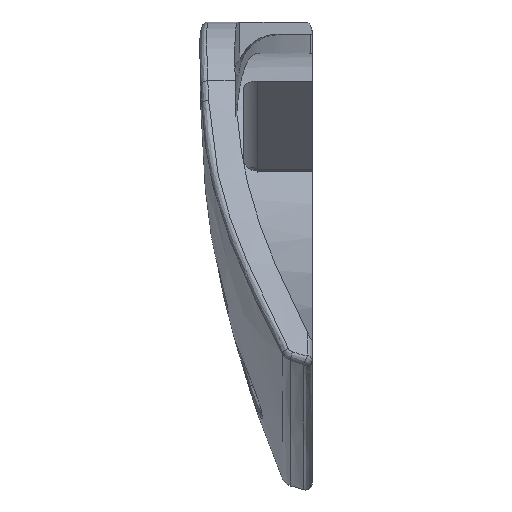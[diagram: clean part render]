
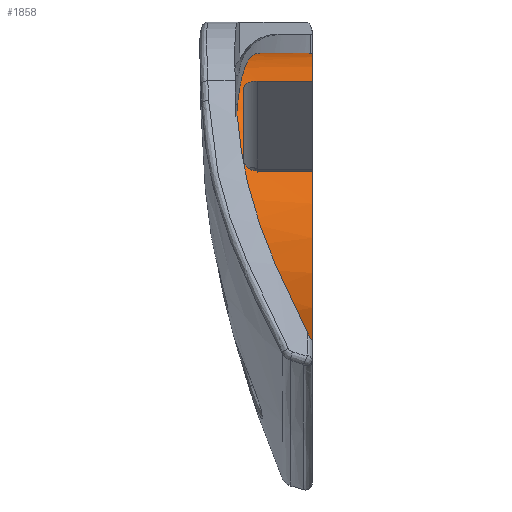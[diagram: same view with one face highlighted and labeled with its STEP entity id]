
A CAD part, top view. The second image highlights one B-rep face of the part: STEP entity #1858.
In plain terms, the highlighted cylindrical face has radius 15.5 mm (diameter 31 mm), a partial arc.
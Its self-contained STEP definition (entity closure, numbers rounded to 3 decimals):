
#111=CIRCLE('',#1929,15.5);
#157=CIRCLE('',#1994,15.5);
#160=CIRCLE('',#1999,15.5);
#170=CIRCLE('',#2017,13.604);
#230=LINE('',#11276,#289);
#231=LINE('',#11287,#290);
#289=VECTOR('',#2312,1000.);
#290=VECTOR('',#2313,1000.);
#325=CYLINDRICAL_SURFACE('',#2016,15.5);
#383=FACE_OUTER_BOUND('',#499,.T.);
#499=EDGE_LOOP('',(#1529,#1530,#1531,#1532,#1533,#1534,#1535,#1536,#1537,
#1538,#1539,#1540));
#640=B_SPLINE_CURVE_WITH_KNOTS('',3,(#9206,#9207,#9208,#9209,#9210,#9211,
#9212,#9213,#9214,#9215),.UNSPECIFIED.,.F.,.F.,(4,2,2,2,4),(0.152,
0.191,0.23,0.268,0.305),
 .UNSPECIFIED.);
#662=B_SPLINE_CURVE_WITH_KNOTS('',3,(#10860,#10861,#10862,#10863,#10864,
#10865,#10866,#10867,#10868,#10869),.UNSPECIFIED.,.F.,.F.,(4,2,2,2,4),(0.,
0.607,1.122,1.661,2.244),
 .UNSPECIFIED.);
#664=B_SPLINE_CURVE_WITH_KNOTS('',3,(#11019,#11020,#11021,#11022,#11023,
#11024),.UNSPECIFIED.,.F.,.F.,(4,2,4),(0.,0.312,0.625),
 .UNSPECIFIED.);
#666=B_SPLINE_CURVE_WITH_KNOTS('',3,(#11047,#11048,#11049,#11050),
 .UNSPECIFIED.,.F.,.F.,(4,4),(0.001,0.001),
 .UNSPECIFIED.);
#670=B_SPLINE_CURVE_WITH_KNOTS('',3,(#11212,#11213,#11214,#11215,#11216,
#11217,#11218,#11219,#11220,#11221,#11222,#11223,#11224,#11225),
 .UNSPECIFIED.,.F.,.F.,(4,2,2,2,2,2,4),(0.,0.332,
0.855,1.484,2.058,2.548,2.967),
 .UNSPECIFIED.);
#677=B_SPLINE_CURVE_WITH_KNOTS('',3,(#11277,#11278,#11279,#11280,#11281,
#11282,#11283,#11284,#11285,#11286),.UNSPECIFIED.,.F.,.F.,(4,2,2,2,4),(-0.305,
-0.268,-0.23,-0.191,-0.152),
 .UNSPECIFIED.);
#734=VERTEX_POINT('',#2857);
#735=VERTEX_POINT('',#2859);
#825=VERTEX_POINT('',#9015);
#828=VERTEX_POINT('',#9080);
#831=VERTEX_POINT('',#9204);
#833=VERTEX_POINT('',#9218);
#836=VERTEX_POINT('',#9318);
#862=VERTEX_POINT('',#10857);
#863=VERTEX_POINT('',#10859);
#865=VERTEX_POINT('',#11018);
#868=VERTEX_POINT('',#11205);
#875=VERTEX_POINT('',#11275);
#943=EDGE_CURVE('',#735,#734,#111,.T.);
#1067=EDGE_CURVE('',#825,#828,#157,.T.);
#1071=EDGE_CURVE('',#828,#831,#640,.T.);
#1078=EDGE_CURVE('',#833,#836,#160,.T.);
#1115=EDGE_CURVE('',#863,#862,#662,.T.);
#1118=EDGE_CURVE('',#863,#865,#664,.T.);
#1120=EDGE_CURVE('',#865,#836,#666,.T.);
#1124=EDGE_CURVE('',#868,#862,#670,.T.);
#1132=EDGE_CURVE('',#875,#734,#230,.T.);
#1133=EDGE_CURVE('',#875,#825,#677,.T.);
#1134=EDGE_CURVE('',#833,#831,#231,.T.);
#1135=EDGE_CURVE('',#735,#868,#170,.T.);
#1529=ORIENTED_EDGE('',*,*,#1132,.F.);
#1530=ORIENTED_EDGE('',*,*,#1133,.T.);
#1531=ORIENTED_EDGE('',*,*,#1067,.T.);
#1532=ORIENTED_EDGE('',*,*,#1071,.T.);
#1533=ORIENTED_EDGE('',*,*,#1134,.F.);
#1534=ORIENTED_EDGE('',*,*,#1078,.T.);
#1535=ORIENTED_EDGE('',*,*,#1120,.F.);
#1536=ORIENTED_EDGE('',*,*,#1118,.F.);
#1537=ORIENTED_EDGE('',*,*,#1115,.T.);
#1538=ORIENTED_EDGE('',*,*,#1124,.F.);
#1539=ORIENTED_EDGE('',*,*,#1135,.F.);
#1540=ORIENTED_EDGE('',*,*,#943,.T.);
#1858=ADVANCED_FACE('',(#383),#325,.T.);
#1929=AXIS2_PLACEMENT_3D('',#2860,#2110,#2111);
#1994=AXIS2_PLACEMENT_3D('',#9082,#2255,#2256);
#1999=AXIS2_PLACEMENT_3D('',#9325,#2268,#2269);
#2016=AXIS2_PLACEMENT_3D('',#11274,#2310,#2311);
#2017=AXIS2_PLACEMENT_3D('',#11288,#2314,#2315);
#2110=DIRECTION('center_axis',(-1.,0.,0.));
#2111=DIRECTION('ref_axis',(0.,0.,-1.));
#2255=DIRECTION('center_axis',(-1.,0.,0.));
#2256=DIRECTION('ref_axis',(0.,0.,-1.));
#2268=DIRECTION('center_axis',(-1.,0.,0.));
#2269=DIRECTION('ref_axis',(0.,0.,-1.));
#2310=DIRECTION('center_axis',(1.,0.,0.));
#2311=DIRECTION('ref_axis',(0.,0.738,0.675));
#2312=DIRECTION('',(1.,0.,0.));
#2313=DIRECTION('',(-1.,0.,0.));
#2314=DIRECTION('center_axis',(-0.347,-0.917,0.194));
#2315=DIRECTION('ref_axis',(0.639,-0.08,0.765));
#2857=CARTESIAN_POINT('',(-108.,-100.953,1.717));
#2859=CARTESIAN_POINT('',(-108.,-121.076,-4.043));
#2860=CARTESIAN_POINT('Origin',(-108.,-107.868,-12.155));
#9015=CARTESIAN_POINT('',(-113.,-100.043,1.225));
#9080=CARTESIAN_POINT('',(-113.,-94.955,-3.582));
#9082=CARTESIAN_POINT('Origin',(-113.,-107.868,-12.155));
#9204=CARTESIAN_POINT('',(-112.,-94.411,-4.463));
#9206=CARTESIAN_POINT('Ctrl Pts',(-113.,-94.955,-3.582));
#9207=CARTESIAN_POINT('Ctrl Pts',(-113.,-94.883,-3.69));
#9208=CARTESIAN_POINT('Ctrl Pts',(-112.975,-94.808,-3.807));
#9209=CARTESIAN_POINT('Ctrl Pts',(-112.871,-94.671,-4.024));
#9210=CARTESIAN_POINT('Ctrl Pts',(-112.793,-94.61,-4.124));
#9211=CARTESIAN_POINT('Ctrl Pts',(-112.615,-94.517,-4.281));
#9212=CARTESIAN_POINT('Ctrl Pts',(-112.504,-94.477,-4.349));
#9213=CARTESIAN_POINT('Ctrl Pts',(-112.259,-94.424,-4.44));
#9214=CARTESIAN_POINT('Ctrl Pts',(-112.126,-94.411,-4.463));
#9215=CARTESIAN_POINT('Ctrl Pts',(-112.,-94.411,-4.463));
#9218=CARTESIAN_POINT('',(-108.,-94.411,-4.463));
#9318=CARTESIAN_POINT('',(-108.,-100.967,-26.034));
#9325=CARTESIAN_POINT('Origin',(-108.,-107.868,-12.155));
#10857=CARTESIAN_POINT('',(-113.424,-96.1,-2.067));
#10859=CARTESIAN_POINT('',(-109.171,-96.1,-22.243));
#10860=CARTESIAN_POINT('Ctrl Pts',(-109.171,-96.1,
-22.243));
#10861=CARTESIAN_POINT('Ctrl Pts',(-109.632,-94.818,
-20.746));
#10862=CARTESIAN_POINT('Ctrl Pts',(-110.149,-93.834,
-19.022));
#10863=CARTESIAN_POINT('Ctrl Pts',(-111.071,-92.661,
-15.586));
#10864=CARTESIAN_POINT('Ctrl Pts',(-111.48,-92.378,
-13.926));
#10865=CARTESIAN_POINT('Ctrl Pts',(-112.228,-92.358,-10.488));
#10866=CARTESIAN_POINT('Ctrl Pts',(-112.559,-92.647,
-8.731));
#10867=CARTESIAN_POINT('Ctrl Pts',(-113.105,-93.867,-5.233));
#10868=CARTESIAN_POINT('Ctrl Pts',(-113.303,-94.836,
-3.542));
#10869=CARTESIAN_POINT('Ctrl Pts',(-113.424,-96.1,-2.067));
#11018=CARTESIAN_POINT('',(-108.066,-100.896,-25.998));
#11019=CARTESIAN_POINT('Ctrl Pts',(-109.171,-96.1,
-22.243));
#11020=CARTESIAN_POINT('Ctrl Pts',(-108.934,-96.76,-23.012));
#11021=CARTESIAN_POINT('Ctrl Pts',(-108.714,-97.497,
-23.719));
#11022=CARTESIAN_POINT('Ctrl Pts',(-108.336,-99.106,
-24.981));
#11023=CARTESIAN_POINT('Ctrl Pts',(-108.18,-99.973,
-25.533));
#11024=CARTESIAN_POINT('Ctrl Pts',(-108.066,-100.896,
-25.998));
#11047=CARTESIAN_POINT('Ctrl Pts',(-108.066,-100.896,
-25.998));
#11048=CARTESIAN_POINT('Ctrl Pts',(-108.044,-100.919,-26.01));
#11049=CARTESIAN_POINT('Ctrl Pts',(-108.022,-100.943,
-26.022));
#11050=CARTESIAN_POINT('Ctrl Pts',(-108.,-100.967,
-26.034));
#11205=CARTESIAN_POINT('',(-108.205,-120.958,-3.854));
#11212=CARTESIAN_POINT('Ctrl Pts',(-108.205,-120.958,
-3.854));
#11213=CARTESIAN_POINT('Ctrl Pts',(-108.349,-120.37,
-2.927));
#11214=CARTESIAN_POINT('Ctrl Pts',(-108.541,-119.69,
-2.072));
#11215=CARTESIAN_POINT('Ctrl Pts',(-109.14,-117.739,
-0.083));
#11216=CARTESIAN_POINT('Ctrl Pts',(-109.606,-116.368,
0.913));
#11217=CARTESIAN_POINT('Ctrl Pts',(-110.717,-113.096,
2.574));
#11218=CARTESIAN_POINT('Ctrl Pts',(-111.376,-111.145,3.129));
#11219=CARTESIAN_POINT('Ctrl Pts',(-112.453,-107.301,
3.444));
#11220=CARTESIAN_POINT('Ctrl Pts',(-112.876,-105.433,3.27));
#11221=CARTESIAN_POINT('Ctrl Pts',(-113.38,-102.055,2.305));
#11222=CARTESIAN_POINT('Ctrl Pts',(-113.5,-100.573,
1.618));
#11223=CARTESIAN_POINT('Ctrl Pts',(-113.552,-98.058,
-0.073));
#11224=CARTESIAN_POINT('Ctrl Pts',(-113.512,-97.009,-1.007));
#11225=CARTESIAN_POINT('Ctrl Pts',(-113.424,-96.1,-2.067));
#11274=CARTESIAN_POINT('Origin',(-117.531,-107.868,-12.155));
#11275=CARTESIAN_POINT('',(-112.,-100.953,1.717));
#11276=CARTESIAN_POINT('',(-117.531,-100.953,1.717));
#11277=CARTESIAN_POINT('Ctrl Pts',(-112.,-100.953,1.717));
#11278=CARTESIAN_POINT('Ctrl Pts',(-112.126,-100.953,
1.717));
#11279=CARTESIAN_POINT('Ctrl Pts',(-112.259,-100.93,
1.706));
#11280=CARTESIAN_POINT('Ctrl Pts',(-112.504,-100.836,
1.658));
#11281=CARTESIAN_POINT('Ctrl Pts',(-112.615,-100.766,
1.622));
#11282=CARTESIAN_POINT('Ctrl Pts',(-112.793,-100.604,
1.538));
#11283=CARTESIAN_POINT('Ctrl Pts',(-112.871,-100.5,
1.483));
#11284=CARTESIAN_POINT('Ctrl Pts',(-112.975,-100.276,1.359));
#11285=CARTESIAN_POINT('Ctrl Pts',(-113.,-100.155,1.291));
#11286=CARTESIAN_POINT('Ctrl Pts',(-113.,-100.043,1.225));
#11287=CARTESIAN_POINT('',(-117.531,-94.411,-4.463));
#11288=CARTESIAN_POINT('Origin',(-116.901,-119.867,-14.259));
